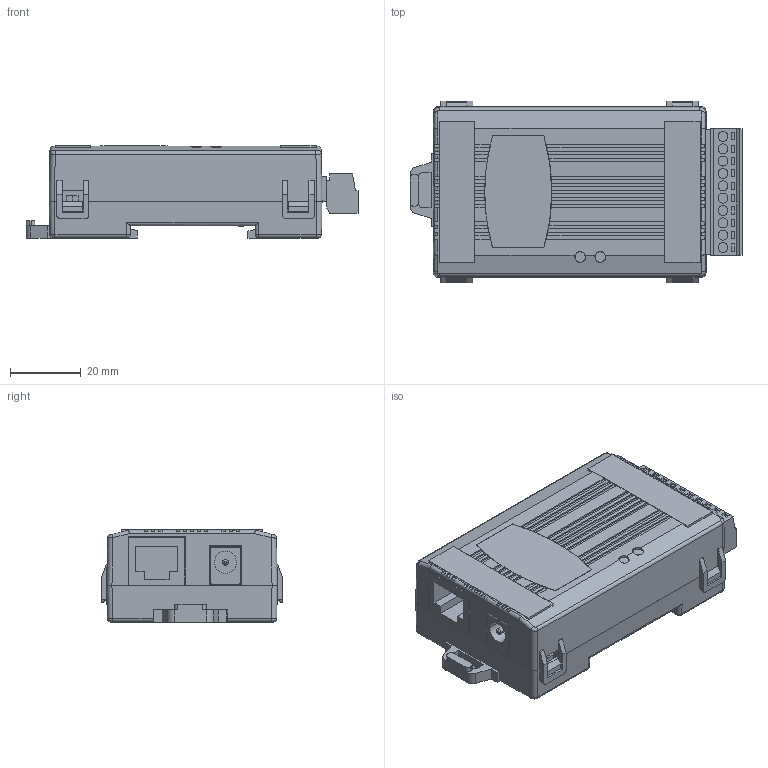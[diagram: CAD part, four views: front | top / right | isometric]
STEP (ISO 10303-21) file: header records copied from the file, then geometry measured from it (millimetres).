
FILE_DESCRIPTION (( 'STEP AP203' ), '1' );
FILE_NAME ('tGW-725.STEP', '2016-08-19T01:28:39', ( 'user' ), ( '' ), 'SwSTEP 2.0', 'SolidWorks 2013', '' );
FILE_SCHEMA (( 'CONFIG_CONTROL_DESIGN' ));
Length unit declared in the file: millimetre
Products named in the file (14): tds-03.sldasm-Part-2; Modular Jack-RJ45-L-8; 8000導光柱; 開關-2; tGW-725; DC-12V-1.65-2; SMD LED0603-5-1; SMD LED0603-5; TDS PCB; ME030-35010; tds-03.sldasm-Part-5; MC420-350_10; tds-03.sldasm-Part-1; TDS-712-2
Assembly tree (14 placements, depth 3):
  tGW-725
    TDS PCB
      ME030-35010
      MC420-350_10
      TDS-712-2
      Modular Jack-RJ45-L-8
      開關-2
      DC-12V-1.65-2
      SMD LED0603-5-1
      SMD LED0603-5
    tds-03.sldasm-Part-5
    tds-03.sldasm-Part-1
    tds-03.sldasm-Part-2
    8000導光柱  x2
Bounding box: 94.16 x 51.6 x 26.2 mm (x, y, z)
Volume: 37345.6 mm3; surface area: 46099.6 mm2
Topology: 13 solids, 13 shells, 1453 faces, 3734 edges, 2407 vertices
Faces by surface type: plane 1252, cylinder 171, sphere 16, bspline 8, torus 6
Entity records: 44840 total; most frequent: CARTESIAN_POINT 8020, ORIENTED_EDGE 7444, DIRECTION 6956, EDGE_CURVE 3722, VECTOR 3262, LINE 3262, VERTEX_POINT 2399, AXIS2_PLACEMENT_3D 1847
